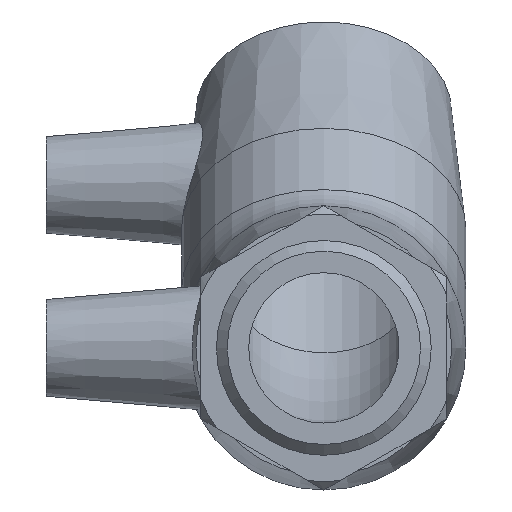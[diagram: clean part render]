
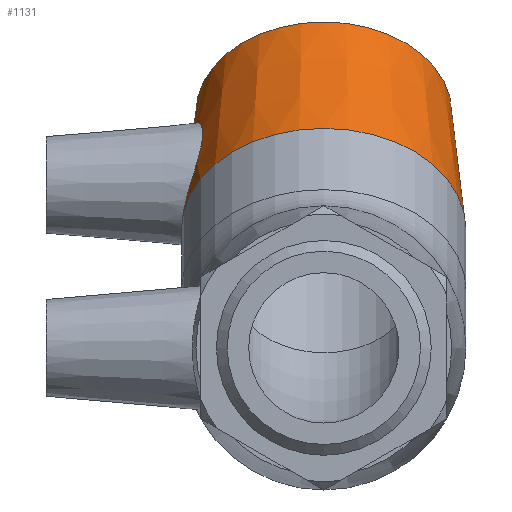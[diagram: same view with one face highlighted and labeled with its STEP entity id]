
A CAD part, left-side view. The second image highlights one B-rep face of the part: STEP entity #1131.
In plain terms, the highlighted conical face has half-angle 4.931 degrees and reference radius 20.9 mm.
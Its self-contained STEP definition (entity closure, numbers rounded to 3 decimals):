
#17=B_SPLINE_CURVE_WITH_KNOTS('',3,(#2051,#2052,#2053,#2054,#2055,#2056,
#2057,#2058,#2059,#2060,#2061,#2062,#2063,#2064,#2065,#2066,#2067,#2068,
#2069,#2070,#2071,#2072,#2073,#2074,#2075,#2076,#2077,#2078,#2079,#2080,
#2081,#2082,#2083,#2084),.UNSPECIFIED.,.T.,.F.,(4,2,2,2,2,2,2,2,2,2,2,2,
2,2,2,2,4),(0.,0.351,0.702,1.056,1.41,
1.764,2.118,2.469,2.821,3.203,
3.586,3.958,4.33,4.702,5.074,
5.457,5.839),.UNSPECIFIED.);
#214=FACE_BOUND('',#401,.T.);
#215=FACE_BOUND('',#402,.T.);
#293=FACE_OUTER_BOUND('',#400,.T.);
#400=EDGE_LOOP('',(#1012));
#401=EDGE_LOOP('',(#1013));
#402=EDGE_LOOP('',(#1014));
#469=CIRCLE('',#1257,22.);
#473=CIRCLE('',#1265,19.8);
#578=VERTEX_POINT('',#2050);
#579=VERTEX_POINT('',#2086);
#583=VERTEX_POINT('',#2098);
#725=EDGE_CURVE('',#578,#578,#17,.T.);
#726=EDGE_CURVE('',#579,#579,#469,.T.);
#730=EDGE_CURVE('',#583,#583,#473,.T.);
#1012=ORIENTED_EDGE('',*,*,#726,.F.);
#1013=ORIENTED_EDGE('',*,*,#725,.T.);
#1014=ORIENTED_EDGE('',*,*,#730,.T.);
#1060=CONICAL_SURFACE('',#1266,20.9,4.931);
#1131=ADVANCED_FACE('',(#293,#214,#215),#1060,.T.);
#1257=AXIS2_PLACEMENT_3D('',#2087,#1545,#1546);
#1265=AXIS2_PLACEMENT_3D('',#2099,#1561,#1562);
#1266=AXIS2_PLACEMENT_3D('',#2100,#1563,#1564);
#1545=DIRECTION('center_axis',(-0.707,0.,
-0.707));
#1546=DIRECTION('ref_axis',(-0.707,0.,0.707));
#1561=DIRECTION('center_axis',(-0.707,0.,
-0.707));
#1562=DIRECTION('ref_axis',(-0.707,0.,0.707));
#1563=DIRECTION('center_axis',(-0.707,0.,
-0.707));
#1564=DIRECTION('ref_axis',(0.,1.,0.));
#2050=CARTESIAN_POINT('',(32.348,18.82,18.764));
#2051=CARTESIAN_POINT('Ctrl Pts',(32.348,18.82,18.764));
#2052=CARTESIAN_POINT('Ctrl Pts',(33.14,18.73,19.621));
#2053=CARTESIAN_POINT('Ctrl Pts',(33.808,18.762,20.692));
#2054=CARTESIAN_POINT('Ctrl Pts',(34.657,19.029,23.003));
#2055=CARTESIAN_POINT('Ctrl Pts',(34.838,19.255,24.243));
#2056=CARTESIAN_POINT('Ctrl Pts',(34.764,19.687,26.553));
#2057=CARTESIAN_POINT('Ctrl Pts',(34.501,19.923,27.786));
#2058=CARTESIAN_POINT('Ctrl Pts',(33.511,20.256,30.066));
#2059=CARTESIAN_POINT('Ctrl Pts',(32.783,20.349,31.114));
#2060=CARTESIAN_POINT('Ctrl Pts',(31.114,20.349,32.783));
#2061=CARTESIAN_POINT('Ctrl Pts',(30.066,20.256,33.511));
#2062=CARTESIAN_POINT('Ctrl Pts',(27.786,19.923,34.501));
#2063=CARTESIAN_POINT('Ctrl Pts',(26.553,19.687,34.764));
#2064=CARTESIAN_POINT('Ctrl Pts',(24.243,19.255,34.838));
#2065=CARTESIAN_POINT('Ctrl Pts',(23.003,19.029,34.657));
#2066=CARTESIAN_POINT('Ctrl Pts',(20.692,18.762,33.808));
#2067=CARTESIAN_POINT('Ctrl Pts',(19.621,18.73,33.14));
#2068=CARTESIAN_POINT('Ctrl Pts',(17.829,18.917,31.484));
#2069=CARTESIAN_POINT('Ctrl Pts',(17.049,19.168,30.383));
#2070=CARTESIAN_POINT('Ctrl Pts',(16.028,19.845,27.984));
#2071=CARTESIAN_POINT('Ctrl Pts',(15.785,20.261,26.683));
#2072=CARTESIAN_POINT('Ctrl Pts',(15.793,20.982,24.273));
#2073=CARTESIAN_POINT('Ctrl Pts',(16.031,21.339,22.996));
#2074=CARTESIAN_POINT('Ctrl Pts',(17.016,21.837,20.617));
#2075=CARTESIAN_POINT('Ctrl Pts',(17.763,21.973,19.516));
#2076=CARTESIAN_POINT('Ctrl Pts',(19.516,21.973,17.763));
#2077=CARTESIAN_POINT('Ctrl Pts',(20.617,21.837,17.016));
#2078=CARTESIAN_POINT('Ctrl Pts',(22.996,21.339,16.031));
#2079=CARTESIAN_POINT('Ctrl Pts',(24.273,20.982,15.793));
#2080=CARTESIAN_POINT('Ctrl Pts',(26.683,20.261,15.785));
#2081=CARTESIAN_POINT('Ctrl Pts',(27.984,19.845,16.028));
#2082=CARTESIAN_POINT('Ctrl Pts',(30.383,19.168,17.049));
#2083=CARTESIAN_POINT('Ctrl Pts',(31.484,18.917,17.829));
#2084=CARTESIAN_POINT('Ctrl Pts',(32.348,18.82,18.764));
#2086=CARTESIAN_POINT('',(18.419,22.,18.419));
#2087=CARTESIAN_POINT('Origin',(18.419,0.,
18.419));
#2098=CARTESIAN_POINT('',(36.45,19.8,36.45));
#2099=CARTESIAN_POINT('Origin',(36.45,0.,36.45));
#2100=CARTESIAN_POINT('Origin',(27.435,0.,
27.435));
